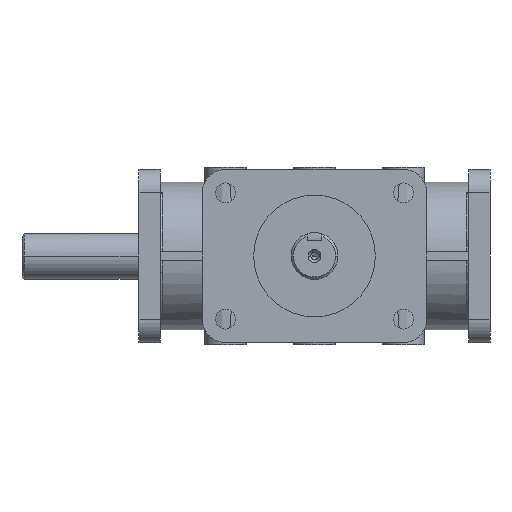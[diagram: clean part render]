
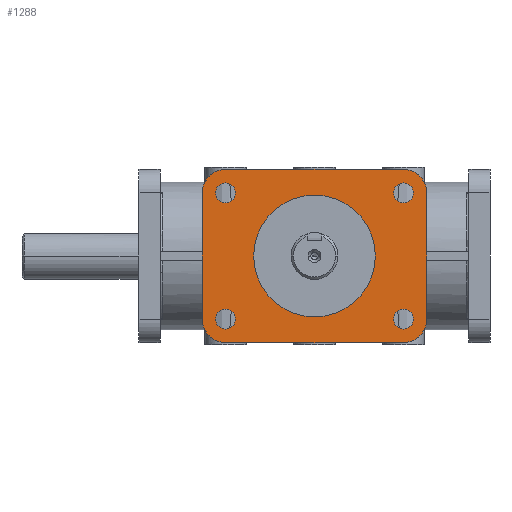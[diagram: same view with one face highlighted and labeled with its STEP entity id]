
A CAD part, front view. The second image highlights one B-rep face of the part: STEP entity #1288.
In plain terms, the highlighted planar face has unit normal (0, -1, 0).
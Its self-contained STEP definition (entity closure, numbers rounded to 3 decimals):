
#1288=ADVANCED_FACE('',(#3403,#3404,#3405,#3406,#3407,#3408),#3409,.F.);
#3403=FACE_OUTER_BOUND('',#6477,.T.);
#3404=FACE_BOUND('',#6478,.T.);
#3405=FACE_BOUND('',#6479,.T.);
#3406=FACE_BOUND('',#6480,.T.);
#3407=FACE_BOUND('',#6481,.T.);
#3408=FACE_BOUND('',#6482,.T.);
#3409=PLANE('',#6483);
#6477=EDGE_LOOP('',(#11481,#11482,#11483,#11484,#11485,#11486,#11487,#11488));
#6478=EDGE_LOOP('',(#11489,#11490,#11491));
#6479=EDGE_LOOP('',(#11492,#11493,#11494));
#6480=EDGE_LOOP('',(#11495,#11496,#11497));
#6481=EDGE_LOOP('',(#11498,#11499,#11500));
#6482=EDGE_LOOP('',(#11501,#11502));
#6483=AXIS2_PLACEMENT_3D('',#11503,#11504,#11505);
#11481=ORIENTED_EDGE('',*,*,#25349,.T.);
#11482=ORIENTED_EDGE('',*,*,#25158,.T.);
#11483=ORIENTED_EDGE('',*,*,#25350,.T.);
#11484=ORIENTED_EDGE('',*,*,#25351,.T.);
#11485=ORIENTED_EDGE('',*,*,#25352,.T.);
#11486=ORIENTED_EDGE('',*,*,#25353,.T.);
#11487=ORIENTED_EDGE('',*,*,#25354,.T.);
#11488=ORIENTED_EDGE('',*,*,#25355,.T.);
#11489=ORIENTED_EDGE('',*,*,#25356,.F.);
#11490=ORIENTED_EDGE('',*,*,#25357,.F.);
#11491=ORIENTED_EDGE('',*,*,#25358,.F.);
#11492=ORIENTED_EDGE('',*,*,#25359,.F.);
#11493=ORIENTED_EDGE('',*,*,#25360,.F.);
#11494=ORIENTED_EDGE('',*,*,#25361,.F.);
#11495=ORIENTED_EDGE('',*,*,#25362,.F.);
#11496=ORIENTED_EDGE('',*,*,#25363,.F.);
#11497=ORIENTED_EDGE('',*,*,#25029,.F.);
#11498=ORIENTED_EDGE('',*,*,#25364,.F.);
#11499=ORIENTED_EDGE('',*,*,#25365,.F.);
#11500=ORIENTED_EDGE('',*,*,#25366,.F.);
#11501=ORIENTED_EDGE('',*,*,#25367,.T.);
#11502=ORIENTED_EDGE('',*,*,#25368,.T.);
#11503=CARTESIAN_POINT('',(0.0,-140.0,0.0));
#11504=DIRECTION('',(0.0,1.0,0.0));
#11505=DIRECTION('',(1.0,0.0,-0.0));
#25029=EDGE_CURVE('',#29168,#29164,#29170,.T.);
#25158=EDGE_CURVE('',#29390,#29393,#29395,.T.);
#25349=EDGE_CURVE('',#29718,#29390,#29719,.T.);
#25350=EDGE_CURVE('',#29393,#29720,#29721,.T.);
#25351=EDGE_CURVE('',#29720,#29722,#29723,.T.);
#25352=EDGE_CURVE('',#29722,#29724,#29725,.T.);
#25353=EDGE_CURVE('',#29724,#29726,#29727,.T.);
#25354=EDGE_CURVE('',#29726,#29728,#29729,.T.);
#25355=EDGE_CURVE('',#29728,#29718,#29730,.T.);
#25356=EDGE_CURVE('',#29731,#29732,#29733,.T.);
#25357=EDGE_CURVE('',#29734,#29731,#29735,.T.);
#25358=EDGE_CURVE('',#29732,#29734,#29736,.T.);
#25359=EDGE_CURVE('',#29737,#29738,#29739,.T.);
#25360=EDGE_CURVE('',#29740,#29737,#29741,.T.);
#25361=EDGE_CURVE('',#29738,#29740,#29742,.T.);
#25362=EDGE_CURVE('',#29743,#29168,#29744,.T.);
#25363=EDGE_CURVE('',#29164,#29743,#29745,.T.);
#25364=EDGE_CURVE('',#29746,#29747,#29748,.T.);
#25365=EDGE_CURVE('',#29749,#29746,#29750,.T.);
#25366=EDGE_CURVE('',#29747,#29749,#29751,.T.);
#25367=EDGE_CURVE('',#29752,#29753,#29754,.T.);
#25368=EDGE_CURVE('',#29753,#29752,#29755,.T.);
#29164=VERTEX_POINT('',#37185);
#29168=VERTEX_POINT('',#37190);
#29170=CIRCLE('',#37193,4.25);
#29390=VERTEX_POINT('',#38012);
#29393=VERTEX_POINT('',#38017);
#29395=LINE('',#38020,#38021);
#29718=VERTEX_POINT('',#39299);
#29719=CIRCLE('',#39300,10.0);
#29720=VERTEX_POINT('',#39301);
#29721=CIRCLE('',#39302,10.0);
#29722=VERTEX_POINT('',#39303);
#29723=LINE('',#39304,#39305);
#29724=VERTEX_POINT('',#39306);
#29725=CIRCLE('',#39307,10.0);
#29726=VERTEX_POINT('',#39308);
#29727=LINE('',#39309,#39310);
#29728=VERTEX_POINT('',#39311);
#29729=CIRCLE('',#39312,10.0);
#29730=LINE('',#39313,#39314);
#29731=VERTEX_POINT('',#39315);
#29732=VERTEX_POINT('',#39316);
#29733=CIRCLE('',#39317,4.25);
#29734=VERTEX_POINT('',#39318);
#29735=CIRCLE('',#39319,4.25);
#29736=CIRCLE('',#39320,4.25);
#29737=VERTEX_POINT('',#39321);
#29738=VERTEX_POINT('',#39322);
#29739=CIRCLE('',#39323,4.25);
#29740=VERTEX_POINT('',#39324);
#29741=CIRCLE('',#39325,4.25);
#29742=CIRCLE('',#39326,4.25);
#29743=VERTEX_POINT('',#39327);
#29744=CIRCLE('',#39328,4.25);
#29745=CIRCLE('',#39329,4.25);
#29746=VERTEX_POINT('',#39330);
#29747=VERTEX_POINT('',#39331);
#29748=CIRCLE('',#39332,4.25);
#29749=VERTEX_POINT('',#39333);
#29750=CIRCLE('',#39334,4.25);
#29751=CIRCLE('',#39335,4.25);
#29752=VERTEX_POINT('',#39336);
#29753=VERTEX_POINT('',#39337);
#29754=CIRCLE('',#39338,26.0);
#29755=CIRCLE('',#39339,26.0);
#37185=CARTESIAN_POINT('',(-38.0,-140.0,-31.25));
#37190=CARTESIAN_POINT('',(-38.0,-140.0,-22.75));
#37193=AXIS2_PLACEMENT_3D('',#55241,#55242,#55243);
#38012=CARTESIAN_POINT('',(-38.0,-140.0,-37.0));
#38017=CARTESIAN_POINT('',(38.0,-140.0,-37.0));
#38020=CARTESIAN_POINT('',(-38.0,-140.0,-37.0));
#38021=VECTOR('',#55382,1000.0);
#39299=CARTESIAN_POINT('',(-48.0,-140.0,-27.0));
#39300=AXIS2_PLACEMENT_3D('',#55534,#55535,#55536);
#39301=CARTESIAN_POINT('',(48.0,-140.0,-27.0));
#39302=AXIS2_PLACEMENT_3D('',#55537,#55538,#55539);
#39303=CARTESIAN_POINT('',(48.0,-140.0,27.0));
#39304=CARTESIAN_POINT('',(48.0,-140.0,-27.0));
#39305=VECTOR('',#55540,1000.0);
#39306=CARTESIAN_POINT('',(38.0,-140.0,37.0));
#39307=AXIS2_PLACEMENT_3D('',#55541,#55542,#55543);
#39308=CARTESIAN_POINT('',(-38.0,-140.0,37.0));
#39309=CARTESIAN_POINT('',(38.0,-140.0,37.0));
#39310=VECTOR('',#55544,1000.0);
#39311=CARTESIAN_POINT('',(-48.0,-140.0,27.0));
#39312=AXIS2_PLACEMENT_3D('',#55545,#55546,#55547);
#39313=CARTESIAN_POINT('',(-48.0,-140.0,27.0));
#39314=VECTOR('',#55548,1000.0);
#39315=CARTESIAN_POINT('',(42.25,-140.0,27.0));
#39316=CARTESIAN_POINT('',(38.0,-140.0,31.25));
#39317=AXIS2_PLACEMENT_3D('',#55549,#55550,#55551);
#39318=CARTESIAN_POINT('',(38.0,-140.0,22.75));
#39319=AXIS2_PLACEMENT_3D('',#55552,#55553,#55554);
#39320=AXIS2_PLACEMENT_3D('',#55555,#55556,#55557);
#39321=CARTESIAN_POINT('',(42.25,-140.0,-27.0));
#39322=CARTESIAN_POINT('',(38.0,-140.0,-22.75));
#39323=AXIS2_PLACEMENT_3D('',#55558,#55559,#55560);
#39324=CARTESIAN_POINT('',(38.0,-140.0,-31.25));
#39325=AXIS2_PLACEMENT_3D('',#55561,#55562,#55563);
#39326=AXIS2_PLACEMENT_3D('',#55564,#55565,#55566);
#39327=CARTESIAN_POINT('',(-33.75,-140.0,-27.0));
#39328=AXIS2_PLACEMENT_3D('',#55567,#55568,#55569);
#39329=AXIS2_PLACEMENT_3D('',#55570,#55571,#55572);
#39330=CARTESIAN_POINT('',(-33.75,-140.0,27.0));
#39331=CARTESIAN_POINT('',(-38.0,-140.0,31.25));
#39332=AXIS2_PLACEMENT_3D('',#55573,#55574,#55575);
#39333=CARTESIAN_POINT('',(-38.0,-140.0,22.75));
#39334=AXIS2_PLACEMENT_3D('',#55576,#55577,#55578);
#39335=AXIS2_PLACEMENT_3D('',#55579,#55580,#55581);
#39336=CARTESIAN_POINT('',(0.,-140.0,26.0));
#39337=CARTESIAN_POINT('',(0.,-140.0,-26.0));
#39338=AXIS2_PLACEMENT_3D('',#55582,#55583,#55584);
#39339=AXIS2_PLACEMENT_3D('',#55585,#55586,#55587);
#55241=CARTESIAN_POINT('',(-38.0,-140.0,-27.0));
#55242=DIRECTION('',(0.0,-1.0,0.0));
#55243=DIRECTION('',(1.0,0.0,0.0));
#55382=DIRECTION('',(1.0,0.0,0.0));
#55534=CARTESIAN_POINT('',(-38.0,-140.0,-27.0));
#55535=DIRECTION('',(0.0,-1.0,0.0));
#55536=DIRECTION('',(1.0,0.0,0.0));
#55537=CARTESIAN_POINT('',(38.0,-140.0,-27.0));
#55538=DIRECTION('',(0.0,-1.0,0.0));
#55539=DIRECTION('',(-1.0,0.0,0.0));
#55540=DIRECTION('',(0.0,0.0,1.0));
#55541=CARTESIAN_POINT('',(38.0,-140.0,27.0));
#55542=DIRECTION('',(0.0,-1.0,0.0));
#55543=DIRECTION('',(1.0,0.0,0.0));
#55544=DIRECTION('',(-1.0,0.0,0.0));
#55545=CARTESIAN_POINT('',(-38.0,-140.0,27.0));
#55546=DIRECTION('',(0.0,-1.0,0.0));
#55547=DIRECTION('',(1.0,0.0,0.0));
#55548=DIRECTION('',(0.0,0.0,-1.0));
#55549=CARTESIAN_POINT('',(38.0,-140.0,27.0));
#55550=DIRECTION('',(0.0,-1.0,0.0));
#55551=DIRECTION('',(1.0,0.0,0.0));
#55552=CARTESIAN_POINT('',(38.0,-140.0,27.0));
#55553=DIRECTION('',(0.0,-1.0,0.0));
#55554=DIRECTION('',(1.0,0.0,0.0));
#55555=CARTESIAN_POINT('',(38.0,-140.0,27.0));
#55556=DIRECTION('',(0.0,-1.0,0.0));
#55557=DIRECTION('',(1.0,0.0,0.0));
#55558=CARTESIAN_POINT('',(38.0,-140.0,-27.0));
#55559=DIRECTION('',(0.0,-1.0,0.0));
#55560=DIRECTION('',(1.0,0.0,0.0));
#55561=CARTESIAN_POINT('',(38.0,-140.0,-27.0));
#55562=DIRECTION('',(0.0,-1.0,0.0));
#55563=DIRECTION('',(1.0,0.0,0.0));
#55564=CARTESIAN_POINT('',(38.0,-140.0,-27.0));
#55565=DIRECTION('',(0.0,-1.0,0.0));
#55566=DIRECTION('',(1.0,0.0,0.0));
#55567=CARTESIAN_POINT('',(-38.0,-140.0,-27.0));
#55568=DIRECTION('',(0.0,-1.0,0.0));
#55569=DIRECTION('',(1.0,0.0,0.0));
#55570=CARTESIAN_POINT('',(-38.0,-140.0,-27.0));
#55571=DIRECTION('',(0.0,-1.0,0.0));
#55572=DIRECTION('',(1.0,0.0,0.0));
#55573=CARTESIAN_POINT('',(-38.0,-140.0,27.0));
#55574=DIRECTION('',(0.0,-1.0,0.0));
#55575=DIRECTION('',(1.0,0.0,0.0));
#55576=CARTESIAN_POINT('',(-38.0,-140.0,27.0));
#55577=DIRECTION('',(0.0,-1.0,0.0));
#55578=DIRECTION('',(1.0,0.0,0.0));
#55579=CARTESIAN_POINT('',(-38.0,-140.0,27.0));
#55580=DIRECTION('',(0.0,-1.0,0.0));
#55581=DIRECTION('',(1.0,0.0,0.0));
#55582=CARTESIAN_POINT('',(0.,-140.0,0.0));
#55583=DIRECTION('',(0.0,1.0,0.0));
#55584=DIRECTION('',(0.0,0.0,1.0));
#55585=CARTESIAN_POINT('',(0.,-140.0,0.0));
#55586=DIRECTION('',(0.0,1.0,0.0));
#55587=DIRECTION('',(0.0,0.0,1.0));
